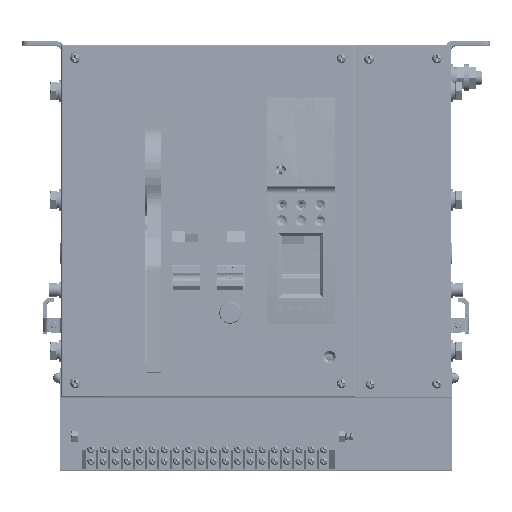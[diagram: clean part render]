
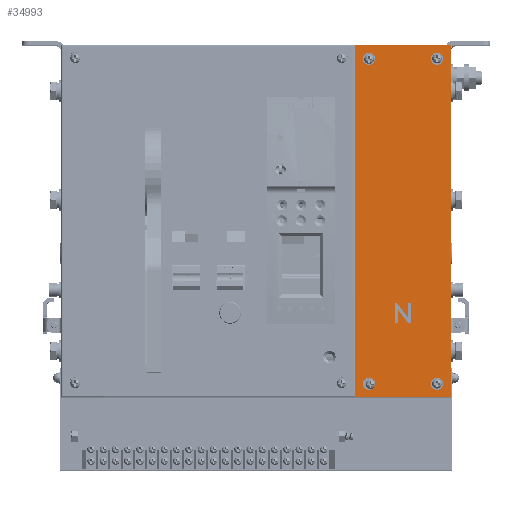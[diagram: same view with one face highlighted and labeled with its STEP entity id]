
A CAD part, left-side view. The second image highlights one B-rep face of the part: STEP entity #34993.
In plain terms, the highlighted planar face has unit normal (-1, 0, 0.005).
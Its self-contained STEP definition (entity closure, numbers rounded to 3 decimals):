
#3185=DIRECTION('',(0.005,0.,1.));
#3186=VECTOR('',#3185,259.);
#3187=CARTESIAN_POINT('',(-180.179,35.5,
-258.123));
#3188=LINE('',#3187,#3186);
#3189=CARTESIAN_POINT('',(-180.127,-24.5,-248.123));
#3190=DIRECTION('',(-1.,0.,0.005));
#3191=DIRECTION('',(0.005,0.,1.));
#3192=AXIS2_PLACEMENT_3D('',#3189,#3190,#3191);
#3194=CARTESIAN_POINT('',(-180.127,-24.5,-248.123));
#3195=DIRECTION('',(-1.,0.,0.005));
#3196=DIRECTION('',(-0.005,0.,-1.));
#3197=AXIS2_PLACEMENT_3D('',#3194,#3195,#3196);
#3199=CARTESIAN_POINT('',(-178.877,-24.5,-9.126));
#3200=DIRECTION('',(-1.,0.,0.005));
#3201=DIRECTION('',(0.005,0.,1.));
#3202=AXIS2_PLACEMENT_3D('',#3199,#3200,#3201);
#3204=CARTESIAN_POINT('',(-178.877,-24.5,-9.126));
#3205=DIRECTION('',(-1.,0.,0.005));
#3206=DIRECTION('',(-0.005,0.,-1.));
#3207=AXIS2_PLACEMENT_3D('',#3204,#3205,#3206);
#3209=CARTESIAN_POINT('',(-178.877,25.5,-9.126));
#3210=DIRECTION('',(-1.,0.,0.005));
#3211=DIRECTION('',(0.005,0.,1.));
#3212=AXIS2_PLACEMENT_3D('',#3209,#3210,#3211);
#3214=CARTESIAN_POINT('',(-178.877,25.5,-9.126));
#3215=DIRECTION('',(-1.,0.,0.005));
#3216=DIRECTION('',(-0.005,0.,-1.));
#3217=AXIS2_PLACEMENT_3D('',#3214,#3215,#3216);
#3219=DIRECTION('',(-0.004,-0.611,-0.791));
#3220=VECTOR('',#3219,12.01);
#3221=CARTESIAN_POINT('',(-179.842,4.17,
-193.518));
#3222=LINE('',#3221,#3220);
#3223=DIRECTION('',(0.004,0.611,0.791));
#3224=VECTOR('',#3223,13.377);
#3225=CARTESIAN_POINT('',(-179.871,-3.17,
-199.211));
#3226=LINE('',#3225,#3224);
#3227=CARTESIAN_POINT('',(-180.127,25.5,-248.123));
#3228=DIRECTION('',(-1.,0.,0.005));
#3229=DIRECTION('',(0.005,0.,1.));
#3230=AXIS2_PLACEMENT_3D('',#3227,#3228,#3229);
#3232=CARTESIAN_POINT('',(-180.127,25.5,-248.123));
#3233=DIRECTION('',(-1.,0.,0.005));
#3234=DIRECTION('',(-0.005,0.,-1.));
#3235=AXIS2_PLACEMENT_3D('',#3232,#3233,#3234);
#3237=DIRECTION('',(0.,1.,0.));
#3238=VECTOR('',#3237,70.);
#3239=CARTESIAN_POINT('',(-178.825,-34.5,0.874));
#3240=LINE('',#3239,#3238);
#3257=DIRECTION('',(0.,-1.,0.));
#3258=VECTOR('',#3257,70.);
#3259=CARTESIAN_POINT('',(-180.179,35.5,
-258.123));
#3260=LINE('',#3259,#3258);
#3269=DIRECTION('',(0.005,0.,1.));
#3270=VECTOR('',#3269,259.);
#3271=CARTESIAN_POINT('',(-180.179,-34.5,-258.123));
#3272=LINE('',#3271,#3270);
#24059=DIRECTION('',(0.,1.,0.));
#24060=VECTOR('',#24059,2.33);
#24061=CARTESIAN_POINT('',(-179.891,4.17,-203.024));
#24062=LINE('',#24061,#24060);
#24063=DIRECTION('',(0.005,0.,1.));
#24064=VECTOR('',#24063,14.4);
#24065=CARTESIAN_POINT('',(-179.891,6.5,-203.024));
#24066=LINE('',#24065,#24064);
#24071=DIRECTION('',(0.,-1.,0.));
#24072=VECTOR('',#24071,1.494);
#24073=CARTESIAN_POINT('',(-179.816,6.5,-188.624));
#24074=LINE('',#24073,#24072);
#24083=DIRECTION('',(0.005,0.,1.));
#24084=VECTOR('',#24083,10.588);
#24085=CARTESIAN_POINT('',(-179.871,-3.17,
-199.211));
#24086=LINE('',#24085,#24084);
#24091=DIRECTION('',(0.,-1.,0.));
#24092=VECTOR('',#24091,2.33);
#24093=CARTESIAN_POINT('',(-179.816,-3.17,-188.624));
#24094=LINE('',#24093,#24092);
#24099=DIRECTION('',(-0.005,0.,-1.));
#24100=VECTOR('',#24099,14.4);
#24101=CARTESIAN_POINT('',(-179.816,-5.5,-188.624));
#24102=LINE('',#24101,#24100);
#24107=DIRECTION('',(0.,1.,0.));
#24108=VECTOR('',#24107,2.33);
#24109=CARTESIAN_POINT('',(-179.891,-5.5,-203.024));
#24110=LINE('',#24109,#24108);
#24119=DIRECTION('',(-0.005,0.,
-1.));
#24120=VECTOR('',#24119,9.505);
#24121=CARTESIAN_POINT('',(-179.842,4.17,
-193.518));
#24122=LINE('',#24121,#24120);
#26429=CARTESIAN_POINT('',(-180.179,35.5,
-258.123));
#26430=CARTESIAN_POINT('',(-178.825,35.5,0.874));
#26431=VERTEX_POINT('',#26429);
#26432=VERTEX_POINT('',#26430);
#26433=CARTESIAN_POINT('',(-178.825,-34.5,0.874));
#26434=VERTEX_POINT('',#26433);
#26435=CARTESIAN_POINT('',(-180.179,-34.5,-258.123));
#26436=VERTEX_POINT('',#26435);
#26437=CARTESIAN_POINT('',(-180.104,-24.5,-243.623));
#26438=CARTESIAN_POINT('',(-180.151,-24.5,-252.623));
#26439=VERTEX_POINT('',#26437);
#26440=VERTEX_POINT('',#26438);
#26441=CARTESIAN_POINT('',(-178.853,-24.5,-4.626));
#26442=CARTESIAN_POINT('',(-178.9,-24.5,-13.626));
#26443=VERTEX_POINT('',#26441);
#26444=VERTEX_POINT('',#26442);
#26445=CARTESIAN_POINT('',(-178.853,25.5,-4.626));
#26446=CARTESIAN_POINT('',(-178.9,25.5,-13.626));
#26447=VERTEX_POINT('',#26445);
#26448=VERTEX_POINT('',#26446);
#26449=CARTESIAN_POINT('',(-179.891,4.17,-203.024));
#26450=CARTESIAN_POINT('',(-179.891,6.5,-203.024));
#26451=VERTEX_POINT('',#26449);
#26452=VERTEX_POINT('',#26450);
#26453=CARTESIAN_POINT('',(-179.842,4.17,
-193.518));
#26454=VERTEX_POINT('',#26453);
#26455=CARTESIAN_POINT('',(-179.891,-3.17,
-203.024));
#26456=VERTEX_POINT('',#26455);
#26457=CARTESIAN_POINT('',(-179.891,-5.5,-203.024));
#26458=VERTEX_POINT('',#26457);
#26459=CARTESIAN_POINT('',(-179.816,-5.5,-188.624));
#26460=VERTEX_POINT('',#26459);
#26461=CARTESIAN_POINT('',(-179.816,-3.17,-188.624));
#26462=VERTEX_POINT('',#26461);
#26463=CARTESIAN_POINT('',(-179.871,-3.17,
-199.211));
#26464=VERTEX_POINT('',#26463);
#26465=CARTESIAN_POINT('',(-179.816,5.006,
-188.624));
#26466=VERTEX_POINT('',#26465);
#26467=CARTESIAN_POINT('',(-179.816,6.5,-188.624));
#26468=VERTEX_POINT('',#26467);
#26469=CARTESIAN_POINT('',(-180.104,25.5,-243.623));
#26470=CARTESIAN_POINT('',(-180.151,25.5,-252.623));
#26471=VERTEX_POINT('',#26469);
#26472=VERTEX_POINT('',#26470);
#34933=CARTESIAN_POINT('',(-179.502,0.5,-128.625));
#34934=DIRECTION('',(1.,0.,-0.005));
#34935=DIRECTION('',(0.,1.,0.));
#34936=AXIS2_PLACEMENT_3D('',#34933,#34934,#34935);
#34937=PLANE('',#34936);
#34939=ORIENTED_EDGE('',*,*,#34938,.F.);
#34941=ORIENTED_EDGE('',*,*,#34940,.F.);
#34943=ORIENTED_EDGE('',*,*,#34942,.F.);
#34944=ORIENTED_EDGE('',*,*,#34923,.T.);
#34945=EDGE_LOOP('',(#34939,#34941,#34943,#34944));
#34946=FACE_OUTER_BOUND('',#34945,.F.);
#34948=ORIENTED_EDGE('',*,*,#34947,.T.);
#34950=ORIENTED_EDGE('',*,*,#34949,.T.);
#34951=EDGE_LOOP('',(#34948,#34950));
#34952=FACE_BOUND('',#34951,.F.);
#34954=ORIENTED_EDGE('',*,*,#34953,.T.);
#34956=ORIENTED_EDGE('',*,*,#34955,.T.);
#34957=EDGE_LOOP('',(#34954,#34956));
#34958=FACE_BOUND('',#34957,.F.);
#34960=ORIENTED_EDGE('',*,*,#34959,.T.);
#34962=ORIENTED_EDGE('',*,*,#34961,.T.);
#34963=EDGE_LOOP('',(#34960,#34962));
#34964=FACE_BOUND('',#34963,.F.);
#34966=ORIENTED_EDGE('',*,*,#34965,.F.);
#34968=ORIENTED_EDGE('',*,*,#34967,.F.);
#34970=ORIENTED_EDGE('',*,*,#34969,.T.);
#34972=ORIENTED_EDGE('',*,*,#34971,.F.);
#34974=ORIENTED_EDGE('',*,*,#34973,.F.);
#34976=ORIENTED_EDGE('',*,*,#34975,.F.);
#34978=ORIENTED_EDGE('',*,*,#34977,.F.);
#34980=ORIENTED_EDGE('',*,*,#34979,.T.);
#34982=ORIENTED_EDGE('',*,*,#34981,.F.);
#34984=ORIENTED_EDGE('',*,*,#34983,.F.);
#34985=EDGE_LOOP('',(#34966,#34968,#34970,#34972,#34974,#34976,#34978,#34980,
#34982,#34984));
#34986=FACE_BOUND('',#34985,.F.);
#34988=ORIENTED_EDGE('',*,*,#34987,.T.);
#34990=ORIENTED_EDGE('',*,*,#34989,.T.);
#34991=EDGE_LOOP('',(#34988,#34990));
#34992=FACE_BOUND('',#34991,.F.);
#34993=ADVANCED_FACE('',(#34946,#34952,#34958,#34964,#34986,#34992),#34937,.F.);
#3193=CIRCLE('',#3192,4.5);
#3198=CIRCLE('',#3197,4.5);
#3203=CIRCLE('',#3202,4.5);
#3208=CIRCLE('',#3207,4.5);
#3213=CIRCLE('',#3212,4.5);
#3218=CIRCLE('',#3217,4.5);
#3231=CIRCLE('',#3230,4.5);
#3236=CIRCLE('',#3235,4.5);
#34923=EDGE_CURVE('',#26431,#26432,#3188,.T.);
#34938=EDGE_CURVE('',#26434,#26432,#3240,.T.);
#34940=EDGE_CURVE('',#26436,#26434,#3272,.T.);
#34942=EDGE_CURVE('',#26431,#26436,#3260,.T.);
#34947=EDGE_CURVE('',#26439,#26440,#3193,.T.);
#34949=EDGE_CURVE('',#26440,#26439,#3198,.T.);
#34953=EDGE_CURVE('',#26443,#26444,#3203,.T.);
#34955=EDGE_CURVE('',#26444,#26443,#3208,.T.);
#34959=EDGE_CURVE('',#26447,#26448,#3213,.T.);
#34961=EDGE_CURVE('',#26448,#26447,#3218,.T.);
#34965=EDGE_CURVE('',#26451,#26452,#24062,.T.);
#34967=EDGE_CURVE('',#26454,#26451,#24122,.T.);
#34969=EDGE_CURVE('',#26454,#26456,#3222,.T.);
#34971=EDGE_CURVE('',#26458,#26456,#24110,.T.);
#34973=EDGE_CURVE('',#26460,#26458,#24102,.T.);
#34975=EDGE_CURVE('',#26462,#26460,#24094,.T.);
#34977=EDGE_CURVE('',#26464,#26462,#24086,.T.);
#34979=EDGE_CURVE('',#26464,#26466,#3226,.T.);
#34981=EDGE_CURVE('',#26468,#26466,#24074,.T.);
#34983=EDGE_CURVE('',#26452,#26468,#24066,.T.);
#34987=EDGE_CURVE('',#26471,#26472,#3231,.T.);
#34989=EDGE_CURVE('',#26472,#26471,#3236,.T.);
